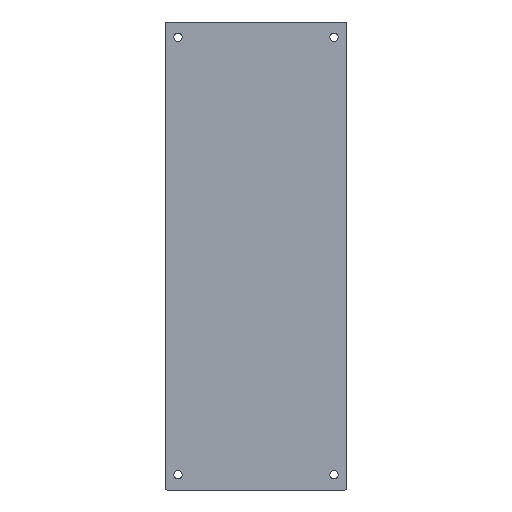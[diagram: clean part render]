
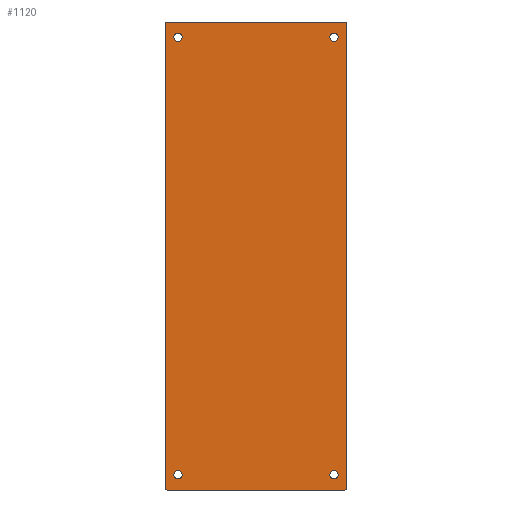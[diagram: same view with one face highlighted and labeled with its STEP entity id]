
A CAD part, front view. The second image highlights one B-rep face of the part: STEP entity #1120.
In plain terms, the highlighted planar face has unit normal (0, -1, 0).
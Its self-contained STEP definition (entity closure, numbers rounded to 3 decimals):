
#15=FACE_BOUND('',#379,.T.);
#16=FACE_BOUND('',#380,.T.);
#17=FACE_BOUND('',#381,.T.);
#18=FACE_BOUND('',#382,.T.);
#34=PLANE('',#1276);
#62=LINE('',#1888,#134);
#89=LINE('',#2114,#161);
#98=LINE('',#2146,#170);
#104=LINE('',#2171,#176);
#134=VECTOR('',#1418,10.);
#161=VECTOR('',#1549,10.);
#170=VECTOR('',#1594,10.);
#176=VECTOR('',#1628,10.);
#304=FACE_OUTER_BOUND('',#378,.T.);
#378=EDGE_LOOP('',(#985,#986,#987,#988,#989,#990,#991,#992));
#379=EDGE_LOOP('',(#993));
#380=EDGE_LOOP('',(#994));
#381=EDGE_LOOP('',(#995));
#382=EDGE_LOOP('',(#996));
#454=CIRCLE('',#1252,0.5);
#457=CIRCLE('',#1258,0.5);
#461=CIRCLE('',#1266,0.5);
#464=CIRCLE('',#1272,0.5);
#465=CIRCLE('',#1277,1.625);
#466=CIRCLE('',#1278,1.625);
#467=CIRCLE('',#1279,1.625);
#468=CIRCLE('',#1280,1.625);
#506=VERTEX_POINT('',#1885);
#507=VERTEX_POINT('',#1887);
#541=VERTEX_POINT('',#2111);
#542=VERTEX_POINT('',#2113);
#545=VERTEX_POINT('',#2129);
#547=VERTEX_POINT('',#2139);
#550=VERTEX_POINT('',#2154);
#552=VERTEX_POINT('',#2164);
#553=VERTEX_POINT('',#2174);
#554=VERTEX_POINT('',#2176);
#555=VERTEX_POINT('',#2178);
#556=VERTEX_POINT('',#2180);
#619=EDGE_CURVE('',#506,#507,#62,.T.);
#679=EDGE_CURVE('',#541,#542,#89,.T.);
#686=EDGE_CURVE('',#545,#541,#454,.T.);
#691=EDGE_CURVE('',#507,#547,#457,.T.);
#695=EDGE_CURVE('',#547,#545,#98,.T.);
#699=EDGE_CURVE('',#550,#506,#461,.T.);
#704=EDGE_CURVE('',#542,#552,#464,.T.);
#708=EDGE_CURVE('',#552,#550,#104,.T.);
#709=EDGE_CURVE('',#553,#553,#465,.T.);
#710=EDGE_CURVE('',#554,#554,#466,.T.);
#711=EDGE_CURVE('',#555,#555,#467,.T.);
#712=EDGE_CURVE('',#556,#556,#468,.T.);
#985=ORIENTED_EDGE('',*,*,#686,.F.);
#986=ORIENTED_EDGE('',*,*,#695,.F.);
#987=ORIENTED_EDGE('',*,*,#691,.F.);
#988=ORIENTED_EDGE('',*,*,#619,.F.);
#989=ORIENTED_EDGE('',*,*,#699,.F.);
#990=ORIENTED_EDGE('',*,*,#708,.F.);
#991=ORIENTED_EDGE('',*,*,#704,.F.);
#992=ORIENTED_EDGE('',*,*,#679,.F.);
#993=ORIENTED_EDGE('',*,*,#709,.F.);
#994=ORIENTED_EDGE('',*,*,#710,.F.);
#995=ORIENTED_EDGE('',*,*,#711,.F.);
#996=ORIENTED_EDGE('',*,*,#712,.F.);
#1120=ADVANCED_FACE('',(#304,#15,#16,#17,#18),#34,.F.);
#1252=AXIS2_PLACEMENT_3D('',#2130,#1571,#1572);
#1258=AXIS2_PLACEMENT_3D('',#2140,#1585,#1586);
#1266=AXIS2_PLACEMENT_3D('',#2155,#1605,#1606);
#1272=AXIS2_PLACEMENT_3D('',#2165,#1619,#1620);
#1276=AXIS2_PLACEMENT_3D('',#2173,#1631,#1632);
#1277=AXIS2_PLACEMENT_3D('',#2175,#1633,#1634);
#1278=AXIS2_PLACEMENT_3D('',#2177,#1635,#1636);
#1279=AXIS2_PLACEMENT_3D('',#2179,#1637,#1638);
#1280=AXIS2_PLACEMENT_3D('',#2181,#1639,#1640);
#1418=DIRECTION('',(0.,0.,-1.));
#1549=DIRECTION('',(0.,0.,1.));
#1571=DIRECTION('center_axis',(0.,1.,0.));
#1572=DIRECTION('ref_axis',(-0.707,0.,-0.707));
#1585=DIRECTION('center_axis',(0.,1.,0.));
#1586=DIRECTION('ref_axis',(0.707,0.,-0.707));
#1594=DIRECTION('',(-1.,0.,0.));
#1605=DIRECTION('center_axis',(0.,1.,0.));
#1606=DIRECTION('ref_axis',(0.707,0.,0.707));
#1619=DIRECTION('center_axis',(0.,1.,0.));
#1620=DIRECTION('ref_axis',(-0.707,0.,0.707));
#1628=DIRECTION('',(1.,0.,0.));
#1631=DIRECTION('center_axis',(0.,1.,0.));
#1632=DIRECTION('ref_axis',(1.,0.,0.));
#1633=DIRECTION('center_axis',(0.,-1.,0.));
#1634=DIRECTION('ref_axis',(1.,0.,0.));
#1635=DIRECTION('center_axis',(0.,-1.,0.));
#1636=DIRECTION('ref_axis',(1.,0.,0.));
#1637=DIRECTION('center_axis',(0.,-1.,0.));
#1638=DIRECTION('ref_axis',(1.,0.,0.));
#1639=DIRECTION('center_axis',(0.,-1.,0.));
#1640=DIRECTION('ref_axis',(1.,0.,0.));
#1885=CARTESIAN_POINT('',(70.878,0.,-0.5));
#1887=CARTESIAN_POINT('',(70.878,0.,-183.5));
#1888=CARTESIAN_POINT('',(70.878,0.,0.));
#2111=CARTESIAN_POINT('',(0.,0.,-183.5));
#2113=CARTESIAN_POINT('',(0.,0.,-0.5));
#2114=CARTESIAN_POINT('',(0.,0.,-184.));
#2129=CARTESIAN_POINT('',(0.5,0.,-184.));
#2130=CARTESIAN_POINT('Origin',(0.5,0.,-183.5));
#2139=CARTESIAN_POINT('',(70.378,0.,-184.));
#2140=CARTESIAN_POINT('Origin',(70.378,0.,-183.5));
#2146=CARTESIAN_POINT('',(70.878,0.,-184.));
#2154=CARTESIAN_POINT('',(70.378,0.,0.));
#2155=CARTESIAN_POINT('Origin',(70.378,0.,-0.5));
#2164=CARTESIAN_POINT('',(0.5,0.,0.));
#2165=CARTESIAN_POINT('Origin',(0.5,0.,-0.5));
#2171=CARTESIAN_POINT('',(0.,0.,0.));
#2173=CARTESIAN_POINT('Origin',(35.439,0.,-92.));
#2174=CARTESIAN_POINT('',(64.503,0.,-6.));
#2175=CARTESIAN_POINT('Origin',(66.128,0.,-6.));
#2176=CARTESIAN_POINT('',(3.125,0.,-6.));
#2177=CARTESIAN_POINT('Origin',(4.75,0.,-6.));
#2178=CARTESIAN_POINT('',(3.125,0.,-178.));
#2179=CARTESIAN_POINT('Origin',(4.75,0.,-178.));
#2180=CARTESIAN_POINT('',(64.503,0.,-178.));
#2181=CARTESIAN_POINT('Origin',(66.128,0.,-178.));
